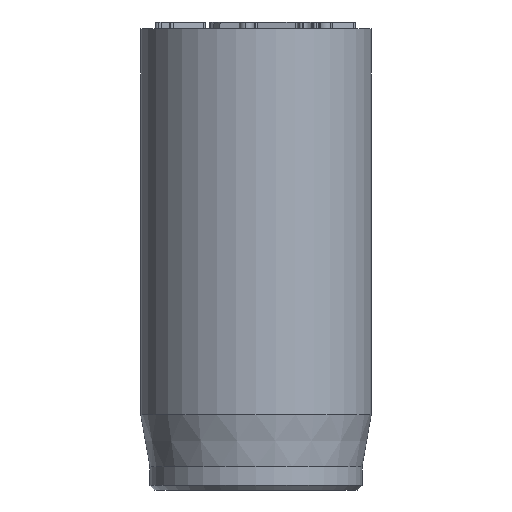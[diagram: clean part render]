
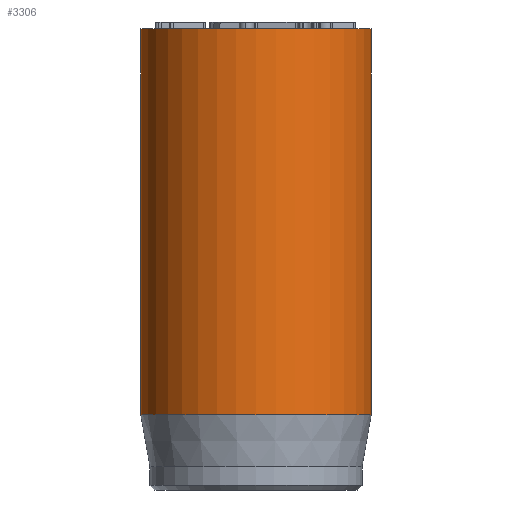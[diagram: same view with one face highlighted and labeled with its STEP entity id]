
A CAD part, front view. The second image highlights one B-rep face of the part: STEP entity #3306.
In plain terms, the highlighted cylindrical face has radius 5 mm (diameter 10 mm), a full revolution.
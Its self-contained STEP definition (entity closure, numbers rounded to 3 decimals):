
#32=CYLINDRICAL_SURFACE('',#3465,5.);
#46=CIRCLE('',#3436,5.);
#62=CIRCLE('',#3463,5.);
#63=CIRCLE('',#3464,5.);
#316=FACE_OUTER_BOUND('',#508,.T.);
#508=EDGE_LOOP('',(#2940,#2941,#2942,#2943,#2944));
#762=LINE('',#6154,#1024);
#1024=VECTOR('',#3896,5.);
#1528=VERTEX_POINT('',#6097);
#1544=VERTEX_POINT('',#6148);
#1545=VERTEX_POINT('',#6149);
#1991=EDGE_CURVE('',#1528,#1528,#46,.T.);
#2015=EDGE_CURVE('',#1544,#1545,#62,.T.);
#2016=EDGE_CURVE('',#1545,#1544,#63,.T.);
#2018=EDGE_CURVE('',#1528,#1544,#762,.T.);
#2940=ORIENTED_EDGE('',*,*,#1991,.T.);
#2941=ORIENTED_EDGE('',*,*,#2018,.T.);
#2942=ORIENTED_EDGE('',*,*,#2015,.T.);
#2943=ORIENTED_EDGE('',*,*,#2016,.T.);
#2944=ORIENTED_EDGE('',*,*,#2018,.F.);
#3306=ADVANCED_FACE('',(#316),#32,.T.);
#3436=AXIS2_PLACEMENT_3D('',#6098,#3827,#3828);
#3463=AXIS2_PLACEMENT_3D('',#6150,#3889,#3890);
#3464=AXIS2_PLACEMENT_3D('',#6151,#3891,#3892);
#3465=AXIS2_PLACEMENT_3D('',#6153,#3894,#3895);
#3827=DIRECTION('center_axis',(0.,0.,-1.));
#3828=DIRECTION('ref_axis',(-1.,0.,0.));
#3889=DIRECTION('center_axis',(0.,0.,1.));
#3890=DIRECTION('ref_axis',(-1.,0.,0.));
#3891=DIRECTION('center_axis',(0.,0.,1.));
#3892=DIRECTION('ref_axis',(-1.,0.,0.));
#3894=DIRECTION('center_axis',(0.,0.,1.));
#3895=DIRECTION('ref_axis',(-1.,0.,0.));
#3896=DIRECTION('',(0.,0.,-1.));
#6097=CARTESIAN_POINT('',(5.,0.,20.));
#6098=CARTESIAN_POINT('Origin',(0.,0.,20.));
#6148=CARTESIAN_POINT('',(5.,0.,3.269));
#6149=CARTESIAN_POINT('',(-5.,0.,3.269));
#6150=CARTESIAN_POINT('Origin',(0.,0.,3.269));
#6151=CARTESIAN_POINT('Origin',(0.,0.,3.269));
#6153=CARTESIAN_POINT('Origin',(0.,0.,0.));
#6154=CARTESIAN_POINT('',(5.,0.,0.));
